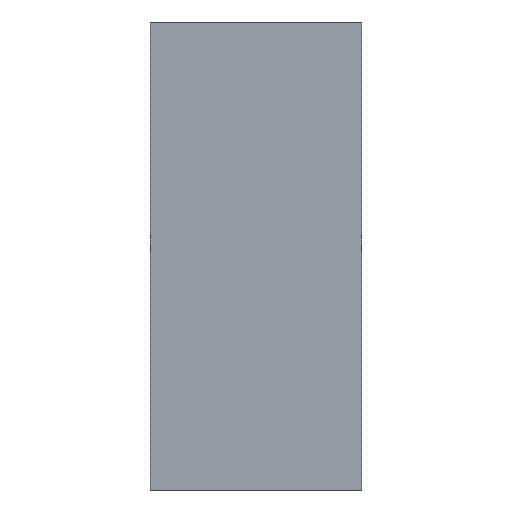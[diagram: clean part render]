
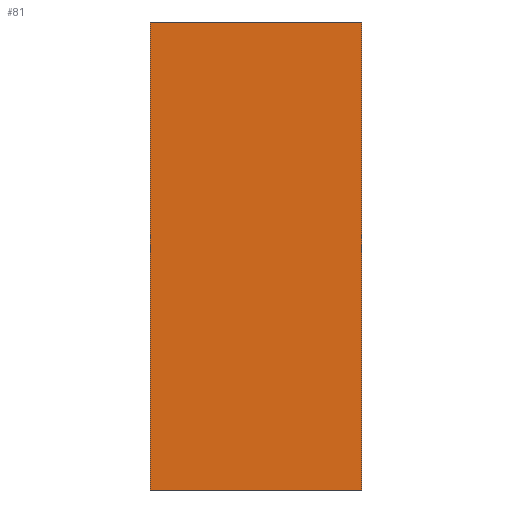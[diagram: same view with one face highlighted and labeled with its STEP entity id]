
A CAD part, front view. The second image highlights one B-rep face of the part: STEP entity #81.
In plain terms, the highlighted planar face has unit normal (0, -1, 0).
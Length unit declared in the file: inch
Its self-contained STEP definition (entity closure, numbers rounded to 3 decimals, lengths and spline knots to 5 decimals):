
#8 = CARTESIAN_POINT ( 'NONE',  ( -9.5, -0.125, 0. ) ) ;
#13 = VECTOR ( 'NONE', #94, 39.37008 ) ;
#17 = LINE ( 'NONE', #45, #13 ) ;
#25 = DIRECTION ( 'NONE',  ( 0., 0., -1. ) ) ;
#28 = EDGE_CURVE ( 'NONE', #51, #183, #17, .T. ) ;
#29 = DIRECTION ( 'NONE',  ( 0., 0., -1. ) ) ;
#33 = EDGE_LOOP ( 'NONE', ( #88, #179, #63, #37 ) ) ;
#37 = ORIENTED_EDGE ( 'NONE', *, *, #76, .T. ) ;
#45 = CARTESIAN_POINT ( 'NONE',  ( 9.5, -0.125, 0. ) ) ;
#51 = VERTEX_POINT ( 'NONE', #8 ) ;
#52 = EDGE_CURVE ( 'NONE', #87, #183, #168, .T. ) ;
#59 = CARTESIAN_POINT ( 'NONE',  ( 9.5, -0.125, 42. ) ) ;
#62 = VECTOR ( 'NONE', #189, 39.37008 ) ;
#63 = ORIENTED_EDGE ( 'NONE', *, *, #74, .F. ) ;
#74 = EDGE_CURVE ( 'NONE', #174, #87, #129, .T. ) ;
#75 = VECTOR ( 'NONE', #29, 39.37008 ) ;
#76 = EDGE_CURVE ( 'NONE', #174, #51, #106, .T. ) ;
#77 = CARTESIAN_POINT ( 'NONE',  ( 9.5, -0.125, 42. ) ) ;
#79 = DIRECTION ( 'NONE',  ( -1., 0., 0. ) ) ;
#81 = ADVANCED_FACE ( 'NONE', ( #122 ), #145, .F. ) ;
#87 = VERTEX_POINT ( 'NONE', #77 ) ;
#88 = ORIENTED_EDGE ( 'NONE', *, *, #28, .T. ) ;
#94 = DIRECTION ( 'NONE',  ( 1., 0., 0. ) ) ;
#99 = AXIS2_PLACEMENT_3D ( 'NONE', #59, #175, #79 ) ;
#106 = LINE ( 'NONE', #206, #75 ) ;
#113 = CARTESIAN_POINT ( 'NONE',  ( 9.5, -0.125, 42. ) ) ;
#122 = FACE_OUTER_BOUND ( 'NONE', #33, .T. ) ;
#129 = LINE ( 'NONE', #113, #62 ) ;
#133 = CARTESIAN_POINT ( 'NONE',  ( 9.5, -0.125, 0. ) ) ;
#135 = CARTESIAN_POINT ( 'NONE',  ( 9.5, -0.125, 42. ) ) ;
#145 = PLANE ( 'NONE',  #99 ) ;
#168 = LINE ( 'NONE', #135, #188 ) ;
#174 = VERTEX_POINT ( 'NONE', #200 ) ;
#175 = DIRECTION ( 'NONE',  ( 0., 1., 0. ) ) ;
#179 = ORIENTED_EDGE ( 'NONE', *, *, #52, .F. ) ;
#183 = VERTEX_POINT ( 'NONE', #133 ) ;
#188 = VECTOR ( 'NONE', #25, 39.37008 ) ;
#189 = DIRECTION ( 'NONE',  ( 1., 0., 0. ) ) ;
#200 = CARTESIAN_POINT ( 'NONE',  ( -9.5, -0.125, 42. ) ) ;
#206 = CARTESIAN_POINT ( 'NONE',  ( -9.5, -0.125, 42. ) ) ;
